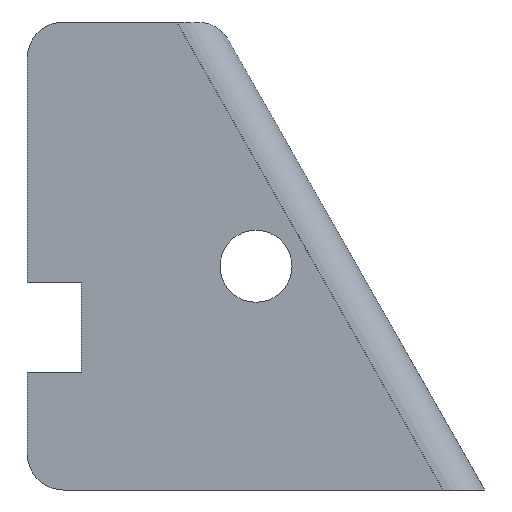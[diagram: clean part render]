
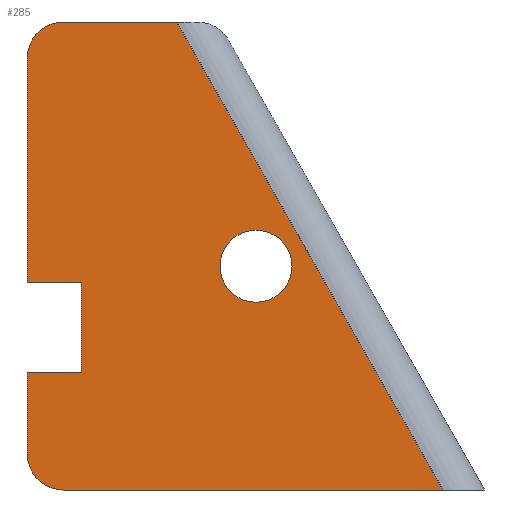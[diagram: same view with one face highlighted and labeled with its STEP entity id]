
A CAD part, front view. The second image highlights one B-rep face of the part: STEP entity #285.
In plain terms, the highlighted planar face has unit normal (0, -1, 0).
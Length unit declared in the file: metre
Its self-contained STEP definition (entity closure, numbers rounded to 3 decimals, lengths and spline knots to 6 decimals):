
#21=CIRCLE('',#368,0.01);
#22=CIRCLE('',#369,0.01);
#23=CIRCLE('',#370,0.01);
#65=ORIENTED_EDGE('',*,*,#134,.F.);
#66=ORIENTED_EDGE('',*,*,#110,.F.);
#67=ORIENTED_EDGE('',*,*,#135,.T.);
#68=ORIENTED_EDGE('',*,*,#103,.F.);
#69=ORIENTED_EDGE('',*,*,#136,.T.);
#70=ORIENTED_EDGE('',*,*,#120,.F.);
#71=ORIENTED_EDGE('',*,*,#137,.T.);
#72=ORIENTED_EDGE('',*,*,#116,.F.);
#73=ORIENTED_EDGE('',*,*,#138,.F.);
#74=ORIENTED_EDGE('',*,*,#112,.F.);
#75=ORIENTED_EDGE('',*,*,#139,.F.);
#103=EDGE_CURVE('',#141,#142,#167,.T.);
#110=EDGE_CURVE('',#148,#149,#173,.T.);
#112=EDGE_CURVE('',#150,#151,#175,.T.);
#116=EDGE_CURVE('',#154,#155,#179,.T.);
#120=EDGE_CURVE('',#158,#159,#183,.T.);
#134=EDGE_CURVE('',#166,#166,#21,.T.);
#135=EDGE_CURVE('',#148,#142,#22,.T.);
#136=EDGE_CURVE('',#141,#159,#192,.F.);
#137=EDGE_CURVE('',#158,#155,#23,.T.);
#138=EDGE_CURVE('',#151,#154,#193,.T.);
#139=EDGE_CURVE('',#149,#150,#194,.T.);
#141=VERTEX_POINT('',#462);
#142=VERTEX_POINT('',#463);
#148=VERTEX_POINT('',#476);
#149=VERTEX_POINT('',#478);
#150=VERTEX_POINT('',#482);
#151=VERTEX_POINT('',#483);
#154=VERTEX_POINT('',#491);
#155=VERTEX_POINT('',#492);
#158=VERTEX_POINT('',#500);
#159=VERTEX_POINT('',#501);
#166=VERTEX_POINT('',#525);
#167=LINE('',#461,#195);
#173=LINE('',#477,#201);
#175=LINE('',#481,#203);
#179=LINE('',#490,#207);
#183=LINE('',#499,#211);
#192=LINE('',#527,#220);
#193=LINE('',#529,#221);
#194=LINE('',#530,#222);
#195=VECTOR('',#383,1.);
#201=VECTOR('',#393,1.);
#203=VECTOR('',#397,1.);
#207=VECTOR('',#403,1.);
#211=VECTOR('',#409,1.);
#220=VECTOR('',#438,1.);
#221=VECTOR('',#441,1.);
#222=VECTOR('',#442,1.);
#231=EDGE_LOOP('',(#65));
#232=EDGE_LOOP('',(#66,#67,#68,#69,#70,#71,#72,#73,#74,#75));
#249=FACE_BOUND('',#231,.T.);
#250=FACE_BOUND('',#232,.T.);
#266=PLANE('',#367);
#285=ADVANCED_FACE('',(#249,#250),#266,.T.);
#367=AXIS2_PLACEMENT_3D('',#523,#432,#433);
#368=AXIS2_PLACEMENT_3D('',#524,#434,#435);
#369=AXIS2_PLACEMENT_3D('',#526,#436,#437);
#370=AXIS2_PLACEMENT_3D('',#528,#439,#440);
#383=DIRECTION('',(-1.,0.,0.));
#393=DIRECTION('',(0.,0.,1.));
#397=DIRECTION('',(0.,0.,1.));
#403=DIRECTION('',(0.,0.,1.));
#409=DIRECTION('',(1.,0.,0.));
#432=DIRECTION('',(0.,-1.,0.));
#433=DIRECTION('',(0.,0.,-1.));
#434=DIRECTION('',(0.,-1.,0.));
#435=DIRECTION('',(0.,0.,-1.));
#436=DIRECTION('',(0.,-1.,0.));
#437=DIRECTION('',(0.,0.,-1.));
#438=DIRECTION('',(0.495,0.,-0.869));
#439=DIRECTION('',(0.,-1.,0.));
#440=DIRECTION('',(0.,0.,-1.));
#441=DIRECTION('',(-1.,0.,0.));
#442=DIRECTION('',(1.,0.,0.));
#461=CARTESIAN_POINT('',(0.0635,0.,-0.065));
#462=CARTESIAN_POINT('',(0.051993,0.,-0.065));
#463=CARTESIAN_POINT('',(-0.0535,0.,-0.065));
#476=CARTESIAN_POINT('',(-0.0635,0.,-0.055));
#477=CARTESIAN_POINT('',(-0.0635,0.,-0.0325));
#478=CARTESIAN_POINT('',(-0.0635,0.,-0.0325));
#481=CARTESIAN_POINT('',(-0.0485,0.,-0.0325));
#482=CARTESIAN_POINT('',(-0.0485,0.,-0.0325));
#483=CARTESIAN_POINT('',(-0.0485,0.,-0.0075));
#490=CARTESIAN_POINT('',(-0.0635,0.,0.065));
#491=CARTESIAN_POINT('',(-0.0635,0.,-0.0075));
#492=CARTESIAN_POINT('',(-0.0635,0.,0.055));
#499=CARTESIAN_POINT('',(-0.0105,0.,0.065));
#500=CARTESIAN_POINT('',(-0.0535,0.,0.065));
#501=CARTESIAN_POINT('',(-0.022007,0.,0.065));
#523=CARTESIAN_POINT('',(-0.0635,0.,-0.065));
#524=CARTESIAN_POINT('',(0.,0.,-0.002851));
#525=CARTESIAN_POINT('',(0.,0.,-0.012851));
#526=CARTESIAN_POINT('',(-0.0535,0.,-0.055));
#527=CARTESIAN_POINT('',(-0.019191,0.,0.060053));
#528=CARTESIAN_POINT('',(-0.0535,0.,0.055));
#529=CARTESIAN_POINT('',(-0.0635,0.,-0.0075));
#530=CARTESIAN_POINT('',(-0.0635,0.,-0.0325));
